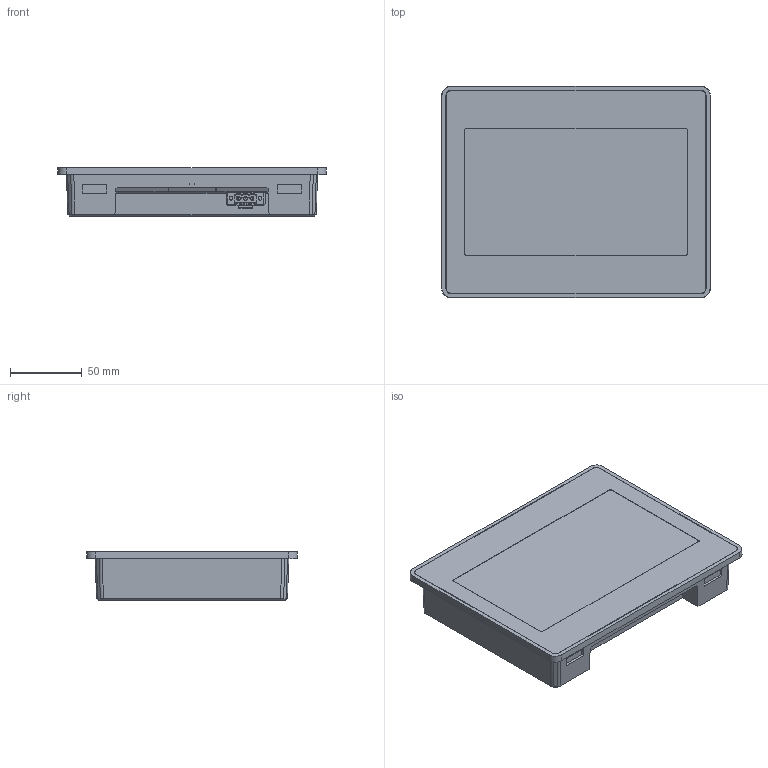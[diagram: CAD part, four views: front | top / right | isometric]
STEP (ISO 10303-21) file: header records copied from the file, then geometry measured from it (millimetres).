
FILE_DESCRIPTION (( 'STEP AP203' ), '1' );
FILE_NAME ('eSMART107Bqqqq.STEP', '2020-05-04T06:40:44', ( '' ), ( '' ), 'SwSTEP 2.0', 'SolidWorks 2020', '' );
FILE_SCHEMA (( 'CONFIG_CONTROL_DESIGN' ));
Length unit declared in the file: millimetre
Products named in the file (1): eSMART107Bqqqq
Bounding box: 187 x 147 x 33.96 mm (x, y, z)
Volume: 745057.2 mm3; surface area: 89127.8 mm2
Topology: 1 solids, 15 shells, 1681 faces, 4537 edges, 2962 vertices
Faces by surface type: plane 1123, cylinder 281, cone 152, bspline 113, sphere 12
Entity records: 58038 total; most frequent: CARTESIAN_POINT 17037, ORIENTED_EDGE 9074, DIRECTION 7481, EDGE_CURVE 4537, VECTOR 3263, LINE 3263, VERTEX_POINT 2962, AXIS2_PLACEMENT_3D 2109
